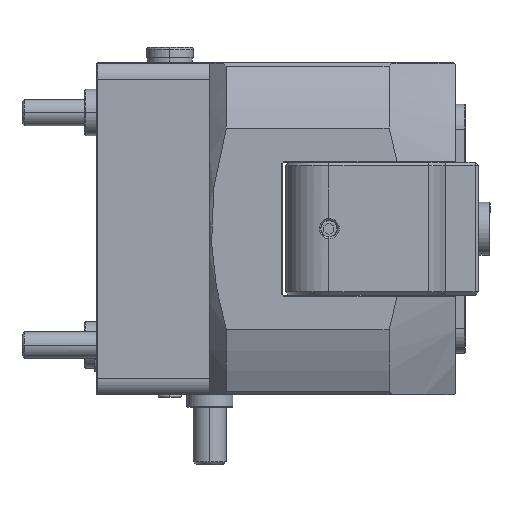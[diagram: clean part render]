
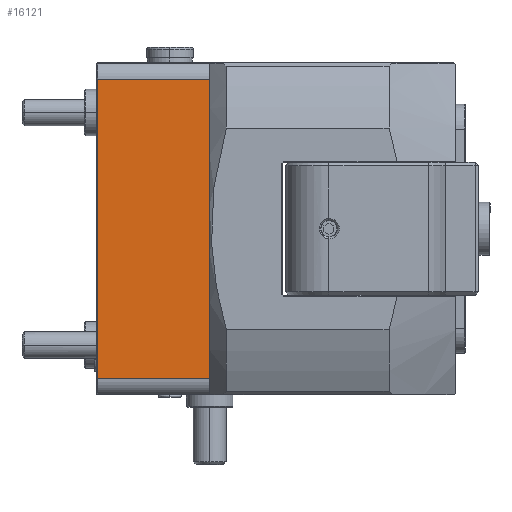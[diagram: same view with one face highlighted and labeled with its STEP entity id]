
A CAD part, left-side view. The second image highlights one B-rep face of the part: STEP entity #16121.
In plain terms, the highlighted planar face has unit normal (-1, 0, 0).
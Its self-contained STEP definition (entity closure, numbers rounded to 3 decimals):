
#46 = DIRECTION ( 'NONE',  ( 0., -1., 0. ) ) ;
#4920 = CARTESIAN_POINT ( 'NONE',  ( -77., -34., -45.075 ) ) ;
#5508 = DIRECTION ( 'NONE',  ( 0., 0., -1. ) ) ;
#13069 = EDGE_CURVE ( 'NONE', #41866, #50590, #54781, .T. ) ;
#16121 = ADVANCED_FACE ( 'NONE', ( #21952 ), #132760, .F. ) ;
#21952 = FACE_OUTER_BOUND ( 'NONE', #94439, .T. ) ;
#25079 = ORIENTED_EDGE ( 'NONE', *, *, #13069, .T. ) ;
#31020 = CARTESIAN_POINT ( 'NONE',  ( -77., 0., 45.075 ) ) ;
#31331 = LINE ( 'NONE', #101981, #108866 ) ;
#38048 = CARTESIAN_POINT ( 'NONE',  ( -77., -0.25, 45.075 ) ) ;
#38068 = CARTESIAN_POINT ( 'NONE',  ( -77., -0.25, -45.075 ) ) ;
#41866 = VERTEX_POINT ( 'NONE', #72315 ) ;
#50590 = VERTEX_POINT ( 'NONE', #38048 ) ;
#54781 = LINE ( 'NONE', #31020, #78690 ) ;
#54866 = EDGE_CURVE ( 'NONE', #50590, #97105, #107420, .T. ) ;
#61087 = ORIENTED_EDGE ( 'NONE', *, *, #74836, .T. ) ;
#65188 = VECTOR ( 'NONE', #5508, 1000. ) ;
#69672 = EDGE_CURVE ( 'NONE', #41866, #112456, #137236, .T. ) ;
#72315 = CARTESIAN_POINT ( 'NONE',  ( -77., -34., 45.075 ) ) ;
#74836 = EDGE_CURVE ( 'NONE', #97105, #112456, #31331, .T. ) ;
#78690 = VECTOR ( 'NONE', #146268, 1000. ) ;
#84232 = AXIS2_PLACEMENT_3D ( 'NONE', #114151, #125287, #92648 ) ;
#92648 = DIRECTION ( 'NONE',  ( 0., 0., -1. ) ) ;
#94439 = EDGE_LOOP ( 'NONE', ( #25079, #97435, #61087, #138157 ) ) ;
#97105 = VERTEX_POINT ( 'NONE', #38068 ) ;
#97435 = ORIENTED_EDGE ( 'NONE', *, *, #54866, .T. ) ;
#101981 = CARTESIAN_POINT ( 'NONE',  ( -77., -34., -45.075 ) ) ;
#106741 = CARTESIAN_POINT ( 'NONE',  ( -77., -34., 50. ) ) ;
#107420 = LINE ( 'NONE', #128945, #65188 ) ;
#108866 = VECTOR ( 'NONE', #46, 1000. ) ;
#112456 = VERTEX_POINT ( 'NONE', #4920 ) ;
#114151 = CARTESIAN_POINT ( 'NONE',  ( -77., 0., 50. ) ) ;
#125287 = DIRECTION ( 'NONE',  ( 1., 0., 0. ) ) ;
#126264 = VECTOR ( 'NONE', #138729, 1000. ) ;
#128945 = CARTESIAN_POINT ( 'NONE',  ( -77., -0.25, 50. ) ) ;
#132760 = PLANE ( 'NONE',  #84232 ) ;
#137236 = LINE ( 'NONE', #106741, #126264 ) ;
#138157 = ORIENTED_EDGE ( 'NONE', *, *, #69672, .F. ) ;
#138729 = DIRECTION ( 'NONE',  ( 0., 0., -1. ) ) ;
#146268 = DIRECTION ( 'NONE',  ( 0., 1., 0. ) ) ;
